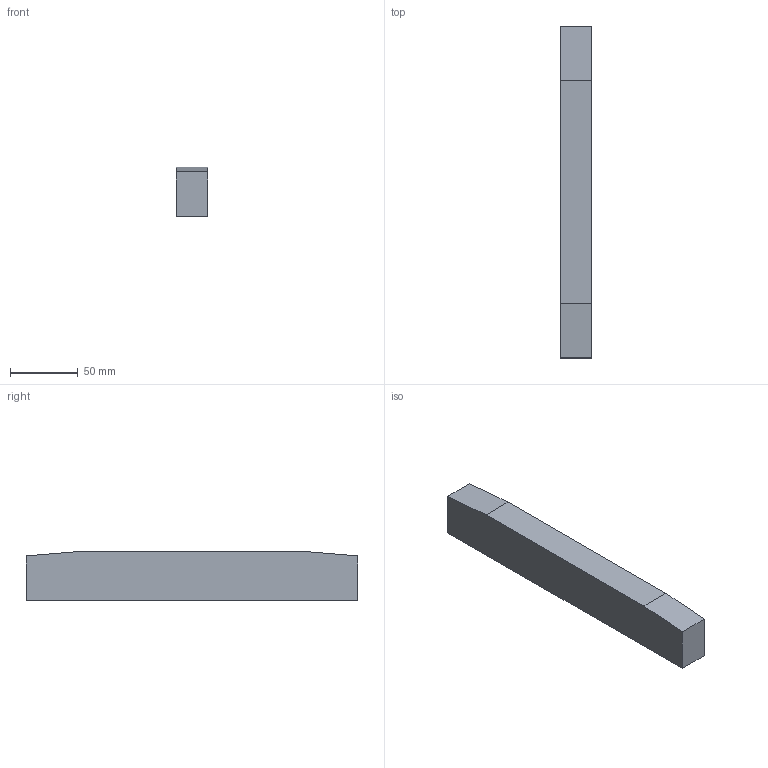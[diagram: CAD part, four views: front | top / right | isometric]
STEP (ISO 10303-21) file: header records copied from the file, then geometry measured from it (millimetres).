
FILE_DESCRIPTION((''),'2;1');
FILE_NAME('001696007_L_BBS_60-4_ASM','2023-11-23T08:22:38',('klemen.sitar'),('Audax d.o.o.'),'CREO PARAMETRIC BY PTC INC, 2021304','CREO PARAMETRIC BY PTC INC, 2021304','');
FILE_SCHEMA(('AP242_MANAGED_MODEL_BASED_3D_ENGINEERING_MIM_LF { 1 0 10303 442 1 1 4 }'));
Length unit declared in the file: millimetre
Products named in the file (2): PRT0002_1; 001696007_L_BBS_60-4_ASM
Assembly tree (1 placements, depth 2):
  001696007_L_BBS_60-4_ASM
    PRT0002_1
Bounding box: 23 x 245.4 x 36.4 mm (x, y, z)
Volume: 27047.8 mm3; surface area: 34652.2 mm2
Topology: 1 solids, 1 shells, 98 faces, 298 edges, 202 vertices
Faces by surface type: plane 90, cylinder 8
Entity records: 4738 total; most frequent: CARTESIAN_POINT 657, ORIENTED_EDGE 596, DIRECTION 486, COLOUR_RGB 334, PRESENTATION_STYLE_ASSIGNMENT 301, STYLED_ITEM 301, CURVE_STYLE 300, EDGE_CURVE 298
